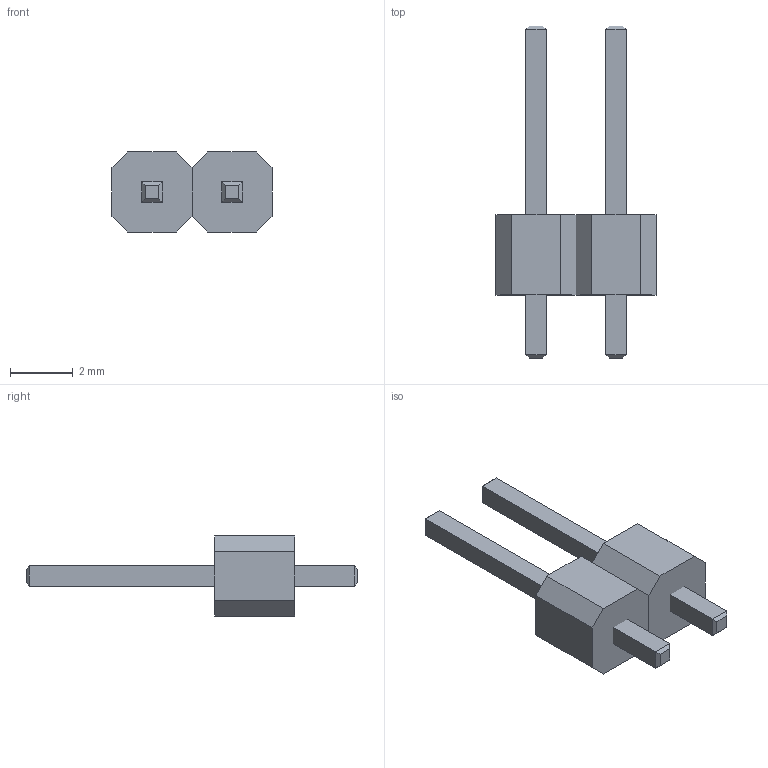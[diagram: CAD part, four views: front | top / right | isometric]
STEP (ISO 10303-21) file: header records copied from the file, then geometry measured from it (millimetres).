
FILE_DESCRIPTION(/* description */ (''),/* implementation_level */ '2;1');
FILE_NAME(/* name */ 'Header Pins 2-Way Single Row.step',/* time_stamp */ '2019-02-05T01:57:57+11:00',/* author */ ('austfox'),/* organization */ (''),/* preprocessor_version */ 'ST-DEVELOPER v17.2',/* originating_system */ 'Autodesk Translation Framework v7.6.0.251',/* authorisation */ '');
FILE_SCHEMA (('AUTOMOTIVE_DESIGN { 1 0 10303 214 3 1 1 }'));
Length unit declared in the file: millimetre
Products named in the file (1): Header Pins 2-Way Single Row
Bounding box: 5.08 x 10.54 x 2.54 mm (x, y, z)
Volume: 38.8 mm3; surface area: 124.4 mm2
Topology: 4 solids, 4 shells, 48 faces, 104 edges, 64 vertices
Faces by surface type: plane 48
Entity records: 1297 total; most frequent: CARTESIAN_POINT 217, ORIENTED_EDGE 208, DIRECTION 202, LINE 104, VECTOR 104, EDGE_CURVE 104, VERTEX_POINT 64, AXIS2_PLACEMENT_3D 49
